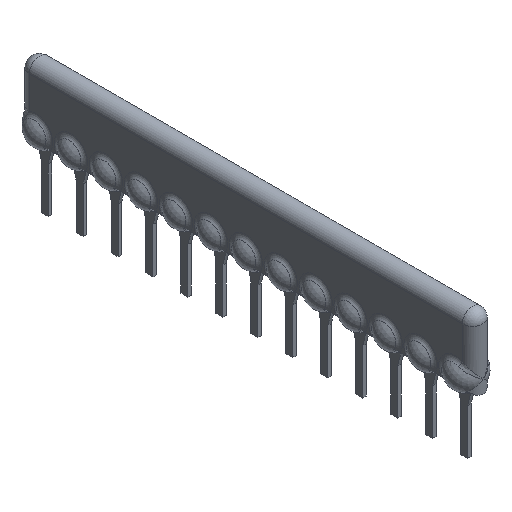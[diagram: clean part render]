
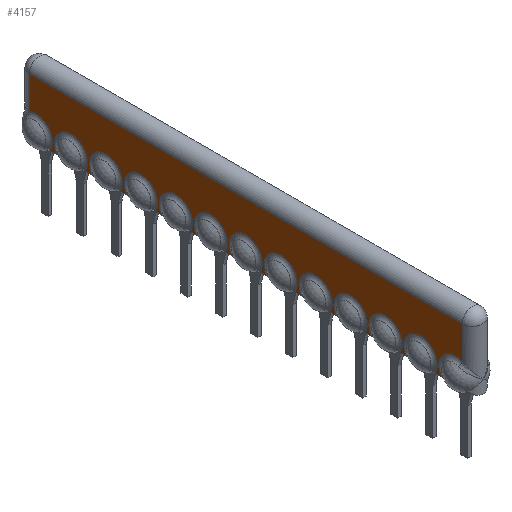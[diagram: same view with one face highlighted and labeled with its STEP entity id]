
A CAD part, isometric view. The second image highlights one B-rep face of the part: STEP entity #4157.
In plain terms, the highlighted planar face has unit normal (-1, 0, 0).
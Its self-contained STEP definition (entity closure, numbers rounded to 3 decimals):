
#356=CARTESIAN_POINT('',(-0.75,0.75,
1.112));
#621=CARTESIAN_POINT('',(-0.75,32.22,1.112));
#641=CARTESIAN_POINT('',(-0.75,31.725,0.));
#642=DIRECTION('',(1.,0.,0.));
#643=DIRECTION('',(0.,0.407,0.914));
#644=AXIS2_PLACEMENT_3D('',#641,#642,#643);
#658=DIRECTION('',(0.,0.,-1.));
#659=VECTOR('',#658,2.353);
#660=CARTESIAN_POINT('',(-0.75,32.22,3.465));
#661=LINE('',#660,#659);
#662=DIRECTION('',(0.,0.,-1.));
#663=VECTOR('',#662,2.353);
#664=CARTESIAN_POINT('',(-0.75,0.75,3.465));
#665=LINE('',#664,#663);
#666=CARTESIAN_POINT('',(-0.75,1.245,0.));
#667=DIRECTION('',(1.,0.,0.));
#668=DIRECTION('',(0.,0.875,-0.484));
#669=AXIS2_PLACEMENT_3D('',#666,#667,#668);
#671=DIRECTION('',(0.,1.,0.));
#672=VECTOR('',#671,0.409);
#673=CARTESIAN_POINT('',(-0.75,2.311,-0.589));
#674=LINE('',#673,#672);
#675=DIRECTION('',(0.,1.,0.));
#676=VECTOR('',#675,0.409);
#677=CARTESIAN_POINT('',(-0.75,4.851,-0.589));
#678=LINE('',#677,#676);
#679=DIRECTION('',(0.,1.,0.));
#680=VECTOR('',#679,0.409);
#681=CARTESIAN_POINT('',(-0.75,7.391,-0.589));
#682=LINE('',#681,#680);
#683=DIRECTION('',(0.,1.,0.));
#684=VECTOR('',#683,0.409);
#685=CARTESIAN_POINT('',(-0.75,9.931,-0.589));
#686=LINE('',#685,#684);
#687=DIRECTION('',(0.,1.,0.));
#688=VECTOR('',#687,0.409);
#689=CARTESIAN_POINT('',(-0.75,12.471,-0.589));
#690=LINE('',#689,#688);
#691=DIRECTION('',(0.,1.,0.));
#692=VECTOR('',#691,0.409);
#693=CARTESIAN_POINT('',(-0.75,15.011,-0.589));
#694=LINE('',#693,#692);
#695=DIRECTION('',(0.,1.,0.));
#696=VECTOR('',#695,0.409);
#697=CARTESIAN_POINT('',(-0.75,17.551,-0.589));
#698=LINE('',#697,#696);
#699=DIRECTION('',(0.,1.,0.));
#700=VECTOR('',#699,0.409);
#701=CARTESIAN_POINT('',(-0.75,20.091,-0.589));
#702=LINE('',#701,#700);
#703=DIRECTION('',(0.,1.,0.));
#704=VECTOR('',#703,0.409);
#705=CARTESIAN_POINT('',(-0.75,22.631,-0.589));
#706=LINE('',#705,#704);
#707=DIRECTION('',(0.,1.,0.));
#708=VECTOR('',#707,0.409);
#709=CARTESIAN_POINT('',(-0.75,25.171,-0.589));
#710=LINE('',#709,#708);
#711=DIRECTION('',(0.,1.,0.));
#712=VECTOR('',#711,0.409);
#713=CARTESIAN_POINT('',(-0.75,27.711,-0.589));
#714=LINE('',#713,#712);
#715=DIRECTION('',(0.,1.,0.));
#716=VECTOR('',#715,0.409);
#717=CARTESIAN_POINT('',(-0.75,30.251,-0.589));
#718=LINE('',#717,#716);
#729=DIRECTION('',(0.,1.,0.));
#730=VECTOR('',#729,31.47);
#731=CARTESIAN_POINT('',(-0.75,0.75,3.465));
#732=LINE('',#731,#730);
#762=CARTESIAN_POINT('',(-0.75,3.785,0.));
#763=DIRECTION('',(1.,0.,0.));
#764=DIRECTION('',(0.,0.875,-0.484));
#765=AXIS2_PLACEMENT_3D('',#762,#763,#764);
#918=CARTESIAN_POINT('',(-0.75,6.325,0.));
#919=DIRECTION('',(1.,0.,0.));
#920=DIRECTION('',(0.,0.875,-0.484));
#921=AXIS2_PLACEMENT_3D('',#918,#919,#920);
#1084=CARTESIAN_POINT('',(-0.75,8.865,0.));
#1085=DIRECTION('',(1.,0.,0.));
#1086=DIRECTION('',(0.,0.875,-0.484));
#1087=AXIS2_PLACEMENT_3D('',#1084,#1085,#1086);
#1245=CARTESIAN_POINT('',(-0.75,11.405,0.));
#1246=DIRECTION('',(1.,0.,0.));
#1247=DIRECTION('',(0.,0.875,-0.484));
#1248=AXIS2_PLACEMENT_3D('',#1245,#1246,#1247);
#1310=CARTESIAN_POINT('',(-0.75,13.945,0.));
#1311=DIRECTION('',(1.,0.,0.));
#1312=DIRECTION('',(0.,0.875,-0.484));
#1313=AXIS2_PLACEMENT_3D('',#1310,#1311,#1312);
#1476=CARTESIAN_POINT('',(-0.75,16.485,0.));
#1477=DIRECTION('',(1.,0.,0.));
#1478=DIRECTION('',(0.,0.875,-0.484));
#1479=AXIS2_PLACEMENT_3D('',#1476,#1477,#1478);
#1642=CARTESIAN_POINT('',(-0.75,19.025,0.));
#1643=DIRECTION('',(1.,0.,0.));
#1644=DIRECTION('',(0.,0.875,-0.484));
#1645=AXIS2_PLACEMENT_3D('',#1642,#1643,#1644);
#1808=CARTESIAN_POINT('',(-0.75,21.565,0.));
#1809=DIRECTION('',(1.,0.,0.));
#1810=DIRECTION('',(0.,0.875,-0.484));
#1811=AXIS2_PLACEMENT_3D('',#1808,#1809,#1810);
#1974=CARTESIAN_POINT('',(-0.75,24.105,0.));
#1975=DIRECTION('',(1.,0.,0.));
#1976=DIRECTION('',(0.,0.875,-0.484));
#1977=AXIS2_PLACEMENT_3D('',#1974,#1975,#1976);
#2140=CARTESIAN_POINT('',(-0.75,26.645,0.));
#2141=DIRECTION('',(1.,0.,0.));
#2142=DIRECTION('',(0.,0.875,-0.484));
#2143=AXIS2_PLACEMENT_3D('',#2140,#2141,#2142);
#2306=CARTESIAN_POINT('',(-0.75,29.185,0.));
#2307=DIRECTION('',(1.,0.,0.));
#2308=DIRECTION('',(0.,0.875,-0.484));
#2309=AXIS2_PLACEMENT_3D('',#2306,#2307,#2308);
#2700=CARTESIAN_POINT('',(-0.75,0.75,3.465));
#2702=VERTEX_POINT('',#2700);
#2705=VERTEX_POINT('',#356);
#2708=CARTESIAN_POINT('',(-0.75,2.311,-0.589));
#2709=VERTEX_POINT('',#2708);
#2727=CARTESIAN_POINT('',(-0.75,4.851,-0.589));
#2728=CARTESIAN_POINT('',(-0.75,5.259,-0.589));
#2729=VERTEX_POINT('',#2727);
#2730=VERTEX_POINT('',#2728);
#2735=CARTESIAN_POINT('',(-0.75,2.719,-0.589));
#2736=VERTEX_POINT('',#2735);
#2747=CARTESIAN_POINT('',(-0.75,7.391,-0.589));
#2748=CARTESIAN_POINT('',(-0.75,7.799,-0.589));
#2749=VERTEX_POINT('',#2747);
#2750=VERTEX_POINT('',#2748);
#2751=CARTESIAN_POINT('',(-0.75,9.931,-0.589));
#2752=CARTESIAN_POINT('',(-0.75,10.339,-0.589));
#2753=VERTEX_POINT('',#2751);
#2754=VERTEX_POINT('',#2752);
#2755=CARTESIAN_POINT('',(-0.75,12.471,-0.589));
#2756=CARTESIAN_POINT('',(-0.75,12.879,-0.589));
#2757=VERTEX_POINT('',#2755);
#2758=VERTEX_POINT('',#2756);
#2759=CARTESIAN_POINT('',(-0.75,15.011,-0.589));
#2760=CARTESIAN_POINT('',(-0.75,15.419,-0.589));
#2761=VERTEX_POINT('',#2759);
#2762=VERTEX_POINT('',#2760);
#2763=CARTESIAN_POINT('',(-0.75,17.551,-0.589));
#2764=CARTESIAN_POINT('',(-0.75,17.959,-0.589));
#2765=VERTEX_POINT('',#2763);
#2766=VERTEX_POINT('',#2764);
#2767=CARTESIAN_POINT('',(-0.75,20.091,-0.589));
#2768=CARTESIAN_POINT('',(-0.75,20.499,-0.589));
#2769=VERTEX_POINT('',#2767);
#2770=VERTEX_POINT('',#2768);
#2771=CARTESIAN_POINT('',(-0.75,22.631,-0.589));
#2772=CARTESIAN_POINT('',(-0.75,23.039,-0.589));
#2773=VERTEX_POINT('',#2771);
#2774=VERTEX_POINT('',#2772);
#2775=CARTESIAN_POINT('',(-0.75,25.171,-0.589));
#2776=CARTESIAN_POINT('',(-0.75,25.579,-0.589));
#2777=VERTEX_POINT('',#2775);
#2778=VERTEX_POINT('',#2776);
#2779=CARTESIAN_POINT('',(-0.75,27.711,-0.589));
#2780=CARTESIAN_POINT('',(-0.75,28.119,-0.589));
#2781=VERTEX_POINT('',#2779);
#2782=VERTEX_POINT('',#2780);
#2783=CARTESIAN_POINT('',(-0.75,30.251,-0.589));
#2784=CARTESIAN_POINT('',(-0.75,30.659,-0.589));
#2785=VERTEX_POINT('',#2783);
#2786=VERTEX_POINT('',#2784);
#3233=VERTEX_POINT('',#621);
#3234=CARTESIAN_POINT('',(-0.75,32.22,3.465));
#3235=VERTEX_POINT('',#3234);
#4109=CARTESIAN_POINT('',(-0.75,0.,-0.589));
#4110=DIRECTION('',(-1.,0.,0.));
#4111=DIRECTION('',(0.,0.,1.));
#4112=AXIS2_PLACEMENT_3D('',#4109,#4110,#4111);
#4113=PLANE('',#4112);
#4114=ORIENTED_EDGE('',*,*,#3941,.F.);
#4116=ORIENTED_EDGE('',*,*,#4115,.F.);
#4117=ORIENTED_EDGE('',*,*,#3683,.T.);
#4119=ORIENTED_EDGE('',*,*,#4118,.F.);
#4120=ORIENTED_EDGE('',*,*,#3407,.T.);
#4122=ORIENTED_EDGE('',*,*,#4121,.F.);
#4123=ORIENTED_EDGE('',*,*,#3391,.T.);
#4125=ORIENTED_EDGE('',*,*,#4124,.F.);
#4126=ORIENTED_EDGE('',*,*,#3650,.T.);
#4128=ORIENTED_EDGE('',*,*,#4127,.F.);
#4129=ORIENTED_EDGE('',*,*,#3618,.T.);
#4131=ORIENTED_EDGE('',*,*,#4130,.F.);
#4132=ORIENTED_EDGE('',*,*,#3595,.T.);
#4134=ORIENTED_EDGE('',*,*,#4133,.F.);
#4135=ORIENTED_EDGE('',*,*,#3571,.T.);
#4137=ORIENTED_EDGE('',*,*,#4136,.F.);
#4138=ORIENTED_EDGE('',*,*,#3547,.T.);
#4140=ORIENTED_EDGE('',*,*,#4139,.F.);
#4141=ORIENTED_EDGE('',*,*,#3523,.T.);
#4143=ORIENTED_EDGE('',*,*,#4142,.F.);
#4144=ORIENTED_EDGE('',*,*,#3499,.T.);
#4146=ORIENTED_EDGE('',*,*,#4145,.F.);
#4147=ORIENTED_EDGE('',*,*,#3475,.T.);
#4149=ORIENTED_EDGE('',*,*,#4148,.F.);
#4150=ORIENTED_EDGE('',*,*,#3451,.T.);
#4152=ORIENTED_EDGE('',*,*,#4151,.F.);
#4153=ORIENTED_EDGE('',*,*,#3427,.T.);
#4154=ORIENTED_EDGE('',*,*,#4098,.F.);
#4155=EDGE_LOOP('',(#4114,#4116,#4117,#4119,#4120,#4122,#4123,#4125,#4126,#4128,
#4129,#4131,#4132,#4134,#4135,#4137,#4138,#4140,#4141,#4143,#4144,#4146,#4147,
#4149,#4150,#4152,#4153,#4154));
#4156=FACE_OUTER_BOUND('',#4155,.F.);
#645=CIRCLE('',#644,1.218);
#670=CIRCLE('',#669,1.218);
#766=CIRCLE('',#765,1.218);
#922=CIRCLE('',#921,1.218);
#1088=CIRCLE('',#1087,1.218);
#1249=CIRCLE('',#1248,1.218);
#1314=CIRCLE('',#1313,1.218);
#1480=CIRCLE('',#1479,1.218);
#1646=CIRCLE('',#1645,1.218);
#1812=CIRCLE('',#1811,1.218);
#1978=CIRCLE('',#1977,1.218);
#2144=CIRCLE('',#2143,1.218);
#2310=CIRCLE('',#2309,1.218);
#3391=EDGE_CURVE('',#2729,#2730,#678,.T.);
#3407=EDGE_CURVE('',#2709,#2736,#674,.T.);
#3427=EDGE_CURVE('',#2785,#2786,#718,.T.);
#3451=EDGE_CURVE('',#2781,#2782,#714,.T.);
#3475=EDGE_CURVE('',#2777,#2778,#710,.T.);
#3499=EDGE_CURVE('',#2773,#2774,#706,.T.);
#3523=EDGE_CURVE('',#2769,#2770,#702,.T.);
#3547=EDGE_CURVE('',#2765,#2766,#698,.T.);
#3571=EDGE_CURVE('',#2761,#2762,#694,.T.);
#3595=EDGE_CURVE('',#2757,#2758,#690,.T.);
#3618=EDGE_CURVE('',#2753,#2754,#686,.T.);
#3650=EDGE_CURVE('',#2749,#2750,#682,.T.);
#3683=EDGE_CURVE('',#2702,#2705,#665,.T.);
#3941=EDGE_CURVE('',#3235,#3233,#661,.T.);
#4098=EDGE_CURVE('',#3233,#2786,#645,.T.);
#4115=EDGE_CURVE('',#2702,#3235,#732,.T.);
#4118=EDGE_CURVE('',#2709,#2705,#670,.T.);
#4121=EDGE_CURVE('',#2729,#2736,#766,.T.);
#4124=EDGE_CURVE('',#2749,#2730,#922,.T.);
#4127=EDGE_CURVE('',#2753,#2750,#1088,.T.);
#4130=EDGE_CURVE('',#2757,#2754,#1249,.T.);
#4133=EDGE_CURVE('',#2761,#2758,#1314,.T.);
#4136=EDGE_CURVE('',#2765,#2762,#1480,.T.);
#4139=EDGE_CURVE('',#2769,#2766,#1646,.T.);
#4142=EDGE_CURVE('',#2773,#2770,#1812,.T.);
#4145=EDGE_CURVE('',#2777,#2774,#1978,.T.);
#4148=EDGE_CURVE('',#2781,#2778,#2144,.T.);
#4151=EDGE_CURVE('',#2785,#2782,#2310,.T.);
#4157=ADVANCED_FACE('',(#4156),#4113,.T.);
